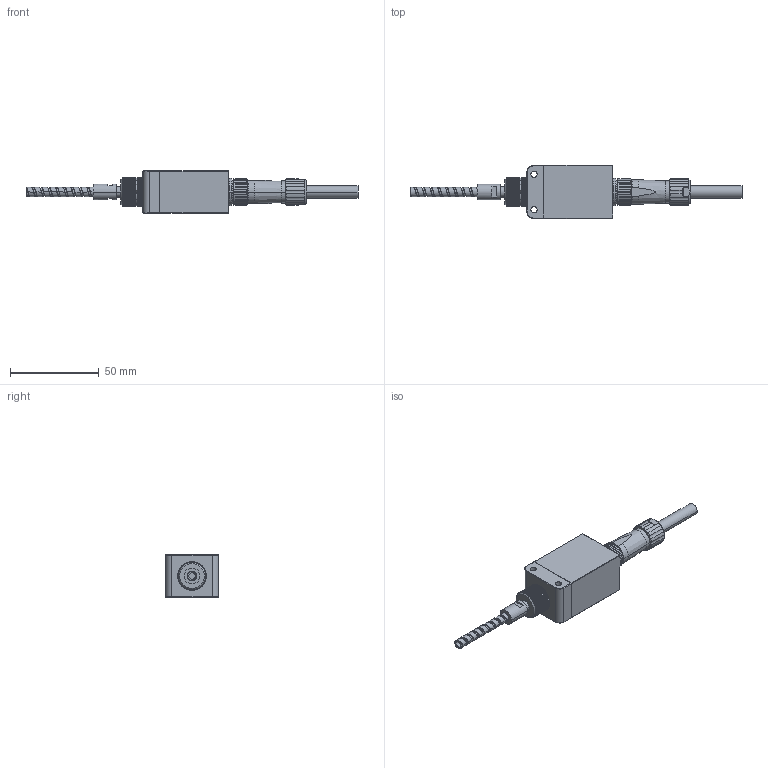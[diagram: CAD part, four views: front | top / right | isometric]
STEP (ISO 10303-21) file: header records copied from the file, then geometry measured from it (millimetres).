
FILE_DESCRIPTION(/* description */ ('VariCAD 2016-1.06 AP-214'),/* implementation_level */ '2;1');
FILE_NAME(/* name */ 'KX-A1.stp',/* time_stamp */ '2016-08-06T12:23:24+09:00',/* author */ (''),/* organization */ (''),/* preprocessor_version */ 'ST-DEVELOPER v14',/* originating_system */ 'VariCAD 2016-1.06; kernel version (20130303)',/* authorisation */ '');
FILE_SCHEMA (('AUTOMOTIVE_DESIGN'));
Length unit declared in the file: millimetre
Products named in the file (15): KX-A1
Assembly tree (14 placements, depth 2):
  KX-A1
    (unnamed)
    (unnamed)
    (unnamed)
    (unnamed)
    (unnamed)
    (unnamed)
    (unnamed)
    (unnamed)
    (unnamed)
    (unnamed)
    (unnamed)
    (unnamed)
    (unnamed)
    (unnamed)
Bounding box: 187.4 x 30 x 24 mm (x, y, z)
Volume: 44857.4 mm3; surface area: 15720.5 mm2
Topology: 14 solids, 14 shells, 1167 faces, 2733 edges, 1638 vertices
Faces by surface type: plane 584, cylinder 356, cone 192, torus 20, bspline 15
Entity records: 43195 total; most frequent: CARTESIAN_POINT 16454, DIRECTION 5542, ORIENTED_EDGE 5458, EDGE_CURVE 2729, AXIS2_PLACEMENT_3D 2184, VERTEX_POINT 1638, EDGE_LOOP 1265, LINE 1174
